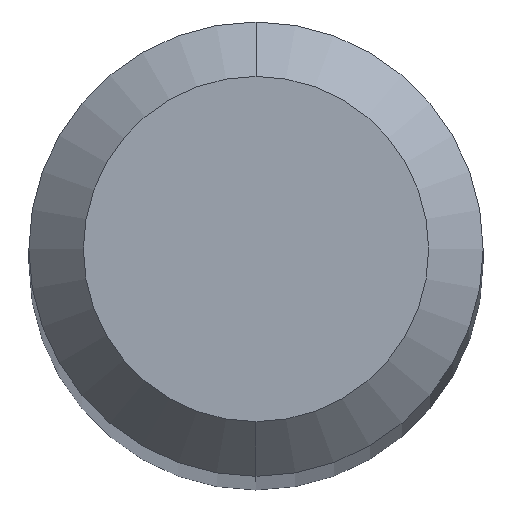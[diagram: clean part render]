
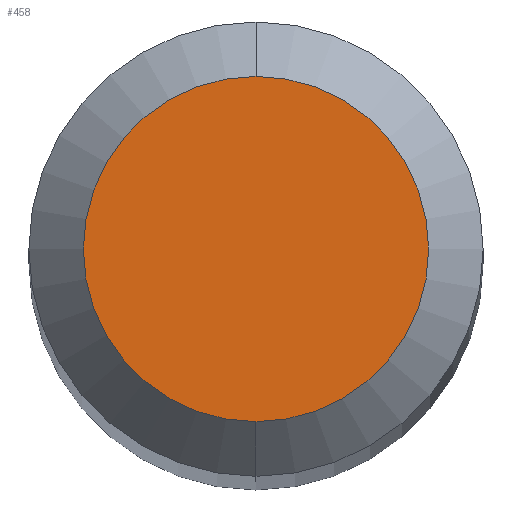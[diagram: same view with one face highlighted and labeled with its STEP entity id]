
A CAD part, top view. The second image highlights one B-rep face of the part: STEP entity #458.
In plain terms, the highlighted planar face has unit normal (0, 0, 1).
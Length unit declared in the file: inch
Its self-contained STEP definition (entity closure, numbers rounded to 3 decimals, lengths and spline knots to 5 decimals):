
#15 = AXIS2_PLACEMENT_3D ( 'NONE', #337, #361, #80 ) ;
#66 = AXIS2_PLACEMENT_3D ( 'NONE', #421, #68, #346 ) ;
#68 = DIRECTION ( 'NONE',  ( 0., 0., -1. ) ) ;
#71 = CIRCLE ( 'NONE', #15, 0.0475 ) ;
#80 = DIRECTION ( 'NONE',  ( 0., -1., 0. ) ) ;
#96 = DIRECTION ( 'NONE',  ( 0., -1., 0. ) ) ;
#118 = CIRCLE ( 'NONE', #430, 0.0475 ) ;
#178 = EDGE_CURVE ( 'NONE', #254, #491, #71, .T. ) ;
#207 = CARTESIAN_POINT ( 'NONE',  ( 0., 0., 0. ) ) ;
#218 = EDGE_CURVE ( 'NONE', #491, #254, #118, .T. ) ;
#254 = VERTEX_POINT ( 'NONE', #398 ) ;
#263 = EDGE_LOOP ( 'NONE', ( #469, #365 ) ) ;
#272 = FACE_OUTER_BOUND ( 'NONE', #263, .T. ) ;
#275 = CARTESIAN_POINT ( 'NONE',  ( 0., -0.0475, 0. ) ) ;
#277 = PLANE ( 'NONE',  #66 ) ;
#337 = CARTESIAN_POINT ( 'NONE',  ( 0., 0., 0. ) ) ;
#346 = DIRECTION ( 'NONE',  ( 0., 1., 0. ) ) ;
#361 = DIRECTION ( 'NONE',  ( 0., 0., 1. ) ) ;
#365 = ORIENTED_EDGE ( 'NONE', *, *, #218, .T. ) ;
#366 = DIRECTION ( 'NONE',  ( 0., 0., 1. ) ) ;
#398 = CARTESIAN_POINT ( 'NONE',  ( 0., 0.0475, 0. ) ) ;
#421 = CARTESIAN_POINT ( 'NONE',  ( 0., 0.0475, 0. ) ) ;
#430 = AXIS2_PLACEMENT_3D ( 'NONE', #207, #366, #96 ) ;
#458 = ADVANCED_FACE ( 'NONE', ( #272 ), #277, .F. ) ;
#469 = ORIENTED_EDGE ( 'NONE', *, *, #178, .T. ) ;
#491 = VERTEX_POINT ( 'NONE', #275 ) ;
